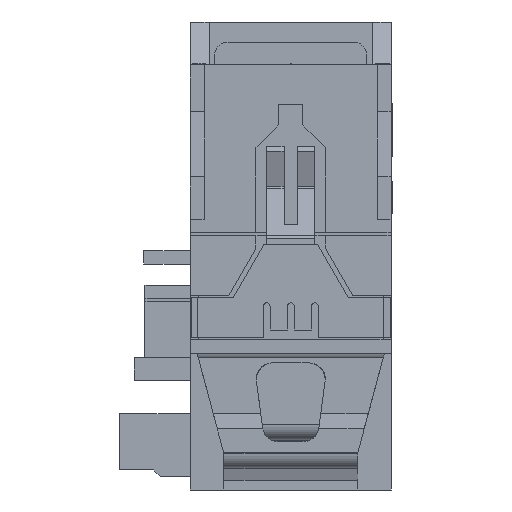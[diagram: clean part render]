
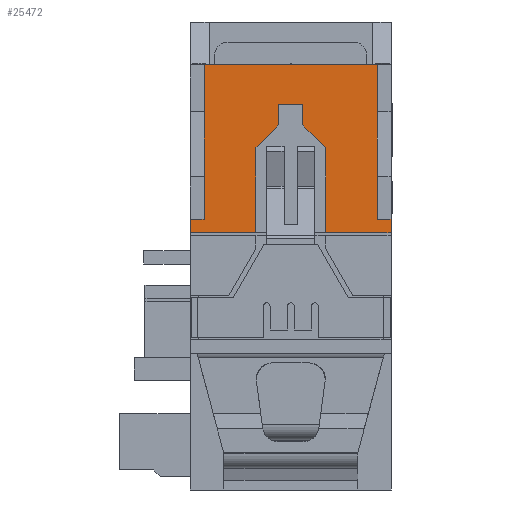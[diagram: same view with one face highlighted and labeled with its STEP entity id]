
A CAD part, front view. The second image highlights one B-rep face of the part: STEP entity #25472.
In plain terms, the highlighted planar face has unit normal (0, -1, 0).
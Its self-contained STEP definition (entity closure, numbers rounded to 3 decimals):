
#21825=FACE_OUTER_BOUND('',#32329,.T.);
#25472=ADVANCED_FACE('',(#21825),#28860,.T.);
#28860=PLANE('',#87997);
#32329=EDGE_LOOP('',(#52053,#52054,#52055,#52056,#52057,#52058,#52059,#52060,
#52061,#52062,#52063,#52064,#52065,#52066,#52067,#52068));
#35987=LINE('',#106125,#43294);
#36642=LINE('',#107521,#43949);
#36918=LINE('',#109330,#44225);
#36919=LINE('',#109332,#44226);
#36920=LINE('',#109335,#44227);
#36921=LINE('',#109337,#44228);
#36922=LINE('',#109339,#44229);
#36923=LINE('',#109341,#44230);
#36924=LINE('',#109343,#44231);
#36925=LINE('',#109345,#44232);
#36926=LINE('',#109347,#44233);
#36927=LINE('',#109348,#44234);
#36928=LINE('',#109350,#44235);
#36929=LINE('',#109351,#44236);
#36930=LINE('',#109353,#44237);
#36931=LINE('',#109355,#44238);
#43294=VECTOR('',#91395,1.);
#43949=VECTOR('',#92254,1.);
#44225=VECTOR('',#92614,1.);
#44226=VECTOR('',#92617,1.);
#44227=VECTOR('',#92618,1.);
#44228=VECTOR('',#92619,1.);
#44229=VECTOR('',#92620,1.);
#44230=VECTOR('',#92621,1.);
#44231=VECTOR('',#92622,1.);
#44232=VECTOR('',#92623,1.);
#44233=VECTOR('',#92624,1.);
#44234=VECTOR('',#92625,1.);
#44235=VECTOR('',#92626,1.);
#44236=VECTOR('',#92627,1.);
#44237=VECTOR('',#92628,1.);
#44238=VECTOR('',#92629,1.);
#52053=ORIENTED_EDGE('',*,*,#75221,.F.);
#52054=ORIENTED_EDGE('',*,*,#75222,.F.);
#52055=ORIENTED_EDGE('',*,*,#75223,.F.);
#52056=ORIENTED_EDGE('',*,*,#75224,.F.);
#52057=ORIENTED_EDGE('',*,*,#75225,.F.);
#52058=ORIENTED_EDGE('',*,*,#75226,.F.);
#52059=ORIENTED_EDGE('',*,*,#75227,.F.);
#52060=ORIENTED_EDGE('',*,*,#75228,.T.);
#52061=ORIENTED_EDGE('',*,*,#74191,.F.);
#52062=ORIENTED_EDGE('',*,*,#75229,.F.);
#52063=ORIENTED_EDGE('',*,*,#75230,.T.);
#52064=ORIENTED_EDGE('',*,*,#74874,.F.);
#52065=ORIENTED_EDGE('',*,*,#75220,.F.);
#52066=ORIENTED_EDGE('',*,*,#75231,.T.);
#52067=ORIENTED_EDGE('',*,*,#75232,.T.);
#52068=ORIENTED_EDGE('',*,*,#75233,.T.);
#68362=VERTEX_POINT('',#106124);
#68363=VERTEX_POINT('',#106126);
#69001=VERTEX_POINT('',#107520);
#69002=VERTEX_POINT('',#107522);
#69344=VERTEX_POINT('',#109329);
#69345=VERTEX_POINT('',#109333);
#69346=VERTEX_POINT('',#109334);
#69347=VERTEX_POINT('',#109336);
#69348=VERTEX_POINT('',#109338);
#69349=VERTEX_POINT('',#109340);
#69350=VERTEX_POINT('',#109342);
#69351=VERTEX_POINT('',#109344);
#69352=VERTEX_POINT('',#109346);
#69353=VERTEX_POINT('',#109349);
#69354=VERTEX_POINT('',#109352);
#69355=VERTEX_POINT('',#109354);
#74191=EDGE_CURVE('',#68362,#68363,#35987,.T.);
#74874=EDGE_CURVE('',#69001,#69002,#36642,.T.);
#75220=EDGE_CURVE('',#69344,#69001,#36918,.T.);
#75221=EDGE_CURVE('',#69345,#69346,#36919,.T.);
#75222=EDGE_CURVE('',#69347,#69345,#36920,.T.);
#75223=EDGE_CURVE('',#69348,#69347,#36921,.T.);
#75224=EDGE_CURVE('',#69349,#69348,#36922,.T.);
#75225=EDGE_CURVE('',#69350,#69349,#36923,.T.);
#75226=EDGE_CURVE('',#69351,#69350,#36924,.T.);
#75227=EDGE_CURVE('',#69352,#69351,#36925,.T.);
#75228=EDGE_CURVE('',#69352,#68363,#36926,.T.);
#75229=EDGE_CURVE('',#69353,#68362,#36927,.T.);
#75230=EDGE_CURVE('',#69353,#69002,#36928,.T.);
#75231=EDGE_CURVE('',#69344,#69354,#36929,.T.);
#75232=EDGE_CURVE('',#69354,#69355,#36930,.T.);
#75233=EDGE_CURVE('',#69355,#69346,#36931,.T.);
#87997=AXIS2_PLACEMENT_3D('',#109356,#92630,#92631);
#91395=DIRECTION('',(0.,0.,-1.));
#92254=DIRECTION('',(1.,0.,0.));
#92614=DIRECTION('',(0.,0.,1.));
#92617=DIRECTION('',(0.,0.,-1.));
#92618=DIRECTION('',(-0.707,0.,-0.707));
#92619=DIRECTION('',(0.,0.,-1.));
#92620=DIRECTION('',(-1.,0.,0.));
#92621=DIRECTION('',(0.,0.,1.));
#92622=DIRECTION('',(-0.707,0.,0.707));
#92623=DIRECTION('',(0.,0.,1.));
#92624=DIRECTION('',(1.,0.,0.));
#92625=DIRECTION('',(1.,0.,0.));
#92626=DIRECTION('',(0.,0.,1.));
#92627=DIRECTION('',(-1.,0.,0.));
#92628=DIRECTION('',(0.,0.,-1.));
#92629=DIRECTION('',(1.,0.,0.));
#92630=DIRECTION('',(0.,-1.,0.));
#92631=DIRECTION('',(1.,0.,0.));
#106124=CARTESIAN_POINT('',(-6.9,-98.,13.25));
#106125=CARTESIAN_POINT('',(-6.9,-98.,24.8));
#106126=CARTESIAN_POINT('',(-6.9,-98.,12.25));
#107520=CARTESIAN_POINT('',(-20.883,-98.,24.8));
#107521=CARTESIAN_POINT('',(-21.9,-98.,24.8));
#107522=CARTESIAN_POINT('',(-7.917,-98.,24.8));
#109329=CARTESIAN_POINT('',(-20.883,-98.,13.25));
#109330=CARTESIAN_POINT('',(-20.883,-98.,13.25));
#109332=CARTESIAN_POINT('',(-17.,-98.,18.6));
#109333=CARTESIAN_POINT('',(-17.,-98.,18.6));
#109334=CARTESIAN_POINT('',(-17.,-98.,12.25));
#109335=CARTESIAN_POINT('',(-15.3,-98.,20.3));
#109336=CARTESIAN_POINT('',(-15.3,-98.,20.3));
#109337=CARTESIAN_POINT('',(-15.3,-98.,21.8));
#109338=CARTESIAN_POINT('',(-15.3,-98.,21.8));
#109339=CARTESIAN_POINT('',(-13.5,-98.,21.8));
#109340=CARTESIAN_POINT('',(-13.5,-98.,21.8));
#109341=CARTESIAN_POINT('',(-13.5,-98.,20.3));
#109342=CARTESIAN_POINT('',(-13.5,-98.,20.3));
#109343=CARTESIAN_POINT('',(-11.8,-98.,18.6));
#109344=CARTESIAN_POINT('',(-11.8,-98.,18.6));
#109345=CARTESIAN_POINT('',(-11.8,-98.,12.05));
#109346=CARTESIAN_POINT('',(-11.8,-98.,12.25));
#109347=CARTESIAN_POINT('',(-21.9,-98.,12.25));
#109348=CARTESIAN_POINT('',(-7.917,-98.,13.25));
#109349=CARTESIAN_POINT('',(-7.917,-98.,13.25));
#109350=CARTESIAN_POINT('',(-7.917,-98.,13.25));
#109351=CARTESIAN_POINT('',(-20.883,-98.,13.25));
#109352=CARTESIAN_POINT('',(-21.9,-98.,13.25));
#109353=CARTESIAN_POINT('',(-21.9,-98.,24.8));
#109354=CARTESIAN_POINT('',(-21.9,-98.,12.25));
#109355=CARTESIAN_POINT('',(-21.9,-98.,12.25));
#109356=CARTESIAN_POINT('',(-21.9,-98.,24.8));
